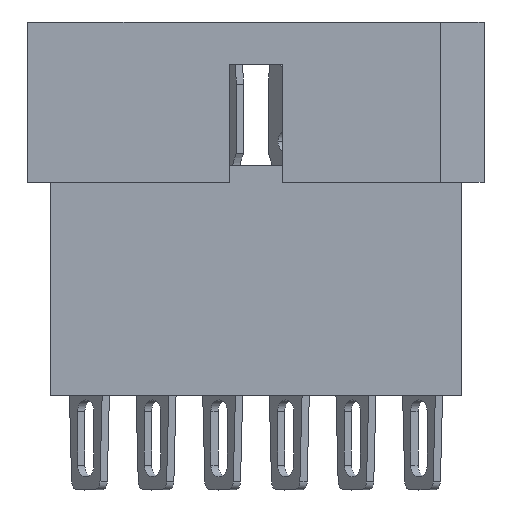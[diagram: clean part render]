
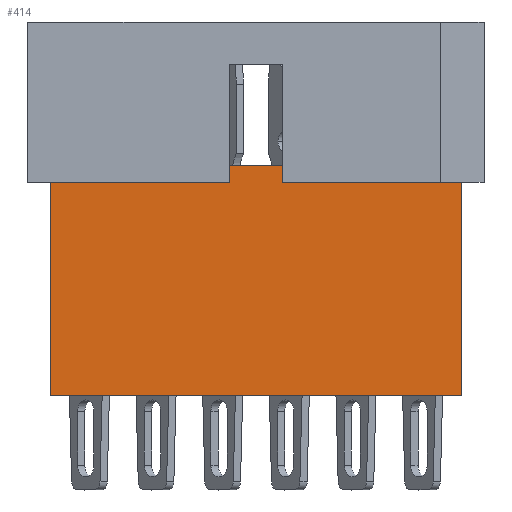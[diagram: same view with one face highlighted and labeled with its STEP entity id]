
A CAD part, top view. The second image highlights one B-rep face of the part: STEP entity #414.
In plain terms, the highlighted planar face has unit normal (0, 0, 1).
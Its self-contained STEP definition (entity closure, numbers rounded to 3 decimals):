
#9 = VECTOR ( 'NONE', #2445, 1000. ) ;
#111 = VECTOR ( 'NONE', #2450, 1000. ) ;
#134 = CARTESIAN_POINT ( 'NONE',  ( 22.136, -12.7, 2.54 ) ) ;
#210 = CARTESIAN_POINT ( 'NONE',  ( 11.506, 6.985, 2.54 ) ) ;
#249 = LINE ( 'NONE', #8903, #9 ) ;
#414 = ADVANCED_FACE ( 'NONE', ( #7778 ), #5510, .T. ) ;
#485 = DIRECTION ( 'NONE',  ( 1., 0., 0. ) ) ;
#533 = LINE ( 'NONE', #7385, #4163 ) ;
#639 = ORIENTED_EDGE ( 'NONE', *, *, #3864, .F. ) ;
#651 = EDGE_CURVE ( 'NONE', #2913, #6152, #533, .T. ) ;
#770 = VERTEX_POINT ( 'NONE', #6282 ) ;
#995 = VECTOR ( 'NONE', #2316, 1000. ) ;
#1349 = AXIS2_PLACEMENT_3D ( 'NONE', #6929, #4070, #485 ) ;
#1629 = DIRECTION ( 'NONE',  ( 0., -1., 0. ) ) ;
#2045 = EDGE_CURVE ( 'NONE', #5806, #3660, #6901, .T. ) ;
#2161 = CARTESIAN_POINT ( 'NONE',  ( -2.324, -12.7, 2.54 ) ) ;
#2193 = DIRECTION ( 'NONE',  ( 0., 1., 0. ) ) ;
#2275 = EDGE_LOOP ( 'NONE', ( #639, #7674, #8810, #8229, #4188, #9229, #3043, #4591 ) ) ;
#2316 = DIRECTION ( 'NONE',  ( 1., 0., 0. ) ) ;
#2367 = DIRECTION ( 'NONE',  ( 1., 0., 0. ) ) ;
#2445 = DIRECTION ( 'NONE',  ( 1., 0., 0. ) ) ;
#2450 = DIRECTION ( 'NONE',  ( 0., 1., 0. ) ) ;
#2607 = CARTESIAN_POINT ( 'NONE',  ( -2.324, -12.7, 2.54 ) ) ;
#2899 = EDGE_CURVE ( 'NONE', #6832, #9077, #3318, .T. ) ;
#2913 = VERTEX_POINT ( 'NONE', #6479 ) ;
#3043 = ORIENTED_EDGE ( 'NONE', *, *, #5937, .F. ) ;
#3105 = VERTEX_POINT ( 'NONE', #5422 ) ;
#3207 = VECTOR ( 'NONE', #2193, 1000. ) ;
#3318 = LINE ( 'NONE', #2161, #3207 ) ;
#3484 = CARTESIAN_POINT ( 'NONE',  ( 11.506, 1.016, 2.54 ) ) ;
#3660 = VERTEX_POINT ( 'NONE', #3484 ) ;
#3864 = EDGE_CURVE ( 'NONE', #9077, #6152, #249, .T. ) ;
#4070 = DIRECTION ( 'NONE',  ( 0., 0., 1. ) ) ;
#4163 = VECTOR ( 'NONE', #1629, 1000. ) ;
#4188 = ORIENTED_EDGE ( 'NONE', *, *, #6318, .F. ) ;
#4421 = EDGE_CURVE ( 'NONE', #3105, #770, #4433, .T. ) ;
#4426 = VECTOR ( 'NONE', #2367, 1000. ) ;
#4433 = LINE ( 'NONE', #134, #8732 ) ;
#4591 = ORIENTED_EDGE ( 'NONE', *, *, #651, .T. ) ;
#4783 = DIRECTION ( 'NONE',  ( 1., 0., 0. ) ) ;
#4899 = EDGE_CURVE ( 'NONE', #6832, #3105, #5545, .T. ) ;
#5405 = VECTOR ( 'NONE', #4783, 1000. ) ;
#5422 = CARTESIAN_POINT ( 'NONE',  ( 22.136, -12.7, 2.54 ) ) ;
#5510 = PLANE ( 'NONE',  #1349 ) ;
#5545 = LINE ( 'NONE', #8232, #4426 ) ;
#5679 = CARTESIAN_POINT ( 'NONE',  ( 11.506, 0., 2.54 ) ) ;
#5806 = VERTEX_POINT ( 'NONE', #5679 ) ;
#5937 = EDGE_CURVE ( 'NONE', #2913, #3660, #9042, .T. ) ;
#6152 = VERTEX_POINT ( 'NONE', #9153 ) ;
#6282 = CARTESIAN_POINT ( 'NONE',  ( 22.136, 0., 2.54 ) ) ;
#6318 = EDGE_CURVE ( 'NONE', #5806, #770, #6772, .T. ) ;
#6479 = CARTESIAN_POINT ( 'NONE',  ( 8.306, 1.016, 2.54 ) ) ;
#6650 = DIRECTION ( 'NONE',  ( 0., 1., 0. ) ) ;
#6654 = CARTESIAN_POINT ( 'NONE',  ( 0., 1.016, 2.54 ) ) ;
#6772 = LINE ( 'NONE', #7590, #5405 ) ;
#6832 = VERTEX_POINT ( 'NONE', #2607 ) ;
#6901 = LINE ( 'NONE', #210, #111 ) ;
#6929 = CARTESIAN_POINT ( 'NONE',  ( -2.324, -12.7, 2.54 ) ) ;
#7385 = CARTESIAN_POINT ( 'NONE',  ( 8.306, 6.985, 2.54 ) ) ;
#7590 = CARTESIAN_POINT ( 'NONE',  ( -2.324, 0., 2.54 ) ) ;
#7674 = ORIENTED_EDGE ( 'NONE', *, *, #2899, .F. ) ;
#7778 = FACE_OUTER_BOUND ( 'NONE', #2275, .T. ) ;
#8229 = ORIENTED_EDGE ( 'NONE', *, *, #4421, .T. ) ;
#8232 = CARTESIAN_POINT ( 'NONE',  ( -2.324, -12.7, 2.54 ) ) ;
#8732 = VECTOR ( 'NONE', #6650, 1000. ) ;
#8810 = ORIENTED_EDGE ( 'NONE', *, *, #4899, .T. ) ;
#8903 = CARTESIAN_POINT ( 'NONE',  ( -2.324, 0., 2.54 ) ) ;
#9042 = LINE ( 'NONE', #6654, #995 ) ;
#9077 = VERTEX_POINT ( 'NONE', #9170 ) ;
#9153 = CARTESIAN_POINT ( 'NONE',  ( 8.306, 0., 2.54 ) ) ;
#9170 = CARTESIAN_POINT ( 'NONE',  ( -2.324, 0., 2.54 ) ) ;
#9229 = ORIENTED_EDGE ( 'NONE', *, *, #2045, .T. ) ;
